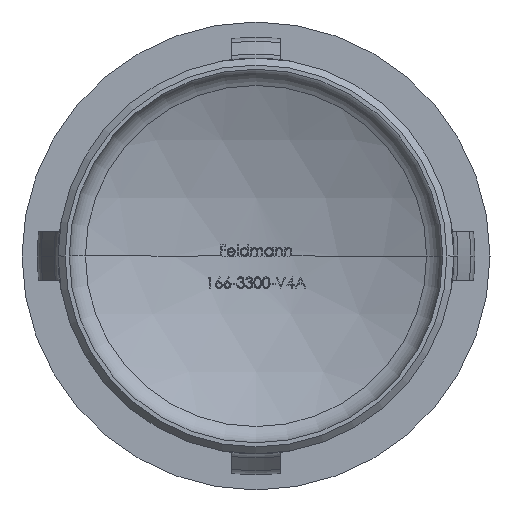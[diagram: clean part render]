
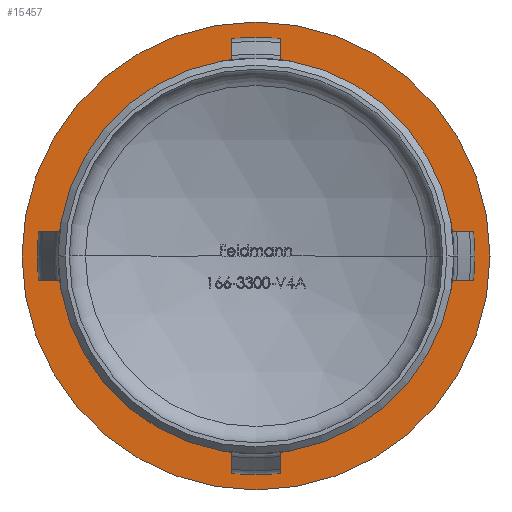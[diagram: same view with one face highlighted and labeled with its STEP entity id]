
A CAD part, front view. The second image highlights one B-rep face of the part: STEP entity #15457.
In plain terms, the highlighted planar face has unit normal (0, -1, 0).
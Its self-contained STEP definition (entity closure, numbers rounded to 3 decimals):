
#202 = DIRECTION ( 'NONE',  ( 0., -1., 0. ) ) ;
#599 = DIRECTION ( 'NONE',  ( 0., -1., 0. ) ) ;
#758 = AXIS2_PLACEMENT_3D ( 'NONE', #11350, #16521, #15167 ) ;
#955 = CARTESIAN_POINT ( 'NONE',  ( 0., 24.8, 0. ) ) ;
#1391 = PLANE ( 'NONE',  #14383 ) ;
#2072 = CIRCLE ( 'NONE', #758, 16.85 ) ;
#2469 = EDGE_CURVE ( 'NONE', #12100, #2705, #5332, .T. ) ;
#2705 = VERTEX_POINT ( 'NONE', #9547 ) ;
#2762 = AXIS2_PLACEMENT_3D ( 'NONE', #955, #12355, #13527 ) ;
#3295 = CARTESIAN_POINT ( 'NONE',  ( -16.85, 24.8, 0. ) ) ;
#3513 = EDGE_LOOP ( 'NONE', ( #6649, #15250 ) ) ;
#3770 = AXIS2_PLACEMENT_3D ( 'NONE', #12574, #15117, #15166 ) ;
#3976 = DIRECTION ( 'NONE',  ( 1., 0., 0. ) ) ;
#4091 = ORIENTED_EDGE ( 'NONE', *, *, #2469, .F. ) ;
#4357 = CARTESIAN_POINT ( 'NONE',  ( -14.25, 24.8, 0. ) ) ;
#5332 = CIRCLE ( 'NONE', #3770, 14.25 ) ;
#5801 = CARTESIAN_POINT ( 'NONE',  ( 16.85, 24.8, 0. ) ) ;
#5890 = VERTEX_POINT ( 'NONE', #3295 ) ;
#6285 = EDGE_CURVE ( 'NONE', #2705, #12100, #10901, .T. ) ;
#6649 = ORIENTED_EDGE ( 'NONE', *, *, #10590, .T. ) ;
#7189 = FACE_OUTER_BOUND ( 'NONE', #3513, .T. ) ;
#7962 = CARTESIAN_POINT ( 'NONE',  ( 14.25, 24.8, 0. ) ) ;
#8191 = CARTESIAN_POINT ( 'NONE',  ( 0., 24.8, 0. ) ) ;
#9547 = CARTESIAN_POINT ( 'NONE',  ( 14.25, 24.8, 0. ) ) ;
#10590 = EDGE_CURVE ( 'NONE', #11646, #5890, #2072, .T. ) ;
#10810 = ORIENTED_EDGE ( 'NONE', *, *, #6285, .F. ) ;
#10901 = CIRCLE ( 'NONE', #14302, 14.25 ) ;
#11350 = CARTESIAN_POINT ( 'NONE',  ( 0., 24.8, 0. ) ) ;
#11646 = VERTEX_POINT ( 'NONE', #5801 ) ;
#12100 = VERTEX_POINT ( 'NONE', #4357 ) ;
#12355 = DIRECTION ( 'NONE',  ( 0., -1., 0. ) ) ;
#12395 = FACE_BOUND ( 'NONE', #15644, .T. ) ;
#12574 = CARTESIAN_POINT ( 'NONE',  ( 0., 24.8, 0. ) ) ;
#13398 = DIRECTION ( 'NONE',  ( 1., 0., 0. ) ) ;
#13527 = DIRECTION ( 'NONE',  ( 1., 0., 0. ) ) ;
#14302 = AXIS2_PLACEMENT_3D ( 'NONE', #8191, #599, #13398 ) ;
#14383 = AXIS2_PLACEMENT_3D ( 'NONE', #7962, #202, #3976 ) ;
#15117 = DIRECTION ( 'NONE',  ( 0., -1., 0. ) ) ;
#15166 = DIRECTION ( 'NONE',  ( 1., 0., 0. ) ) ;
#15167 = DIRECTION ( 'NONE',  ( 1., 0., 0. ) ) ;
#15250 = ORIENTED_EDGE ( 'NONE', *, *, #16142, .T. ) ;
#15457 = ADVANCED_FACE ( 'NONE', ( #12395, #7189 ), #1391, .T. ) ;
#15558 = CIRCLE ( 'NONE', #2762, 16.85 ) ;
#15644 = EDGE_LOOP ( 'NONE', ( #10810, #4091 ) ) ;
#16142 = EDGE_CURVE ( 'NONE', #5890, #11646, #15558, .T. ) ;
#16521 = DIRECTION ( 'NONE',  ( 0., -1., 0. ) ) ;
